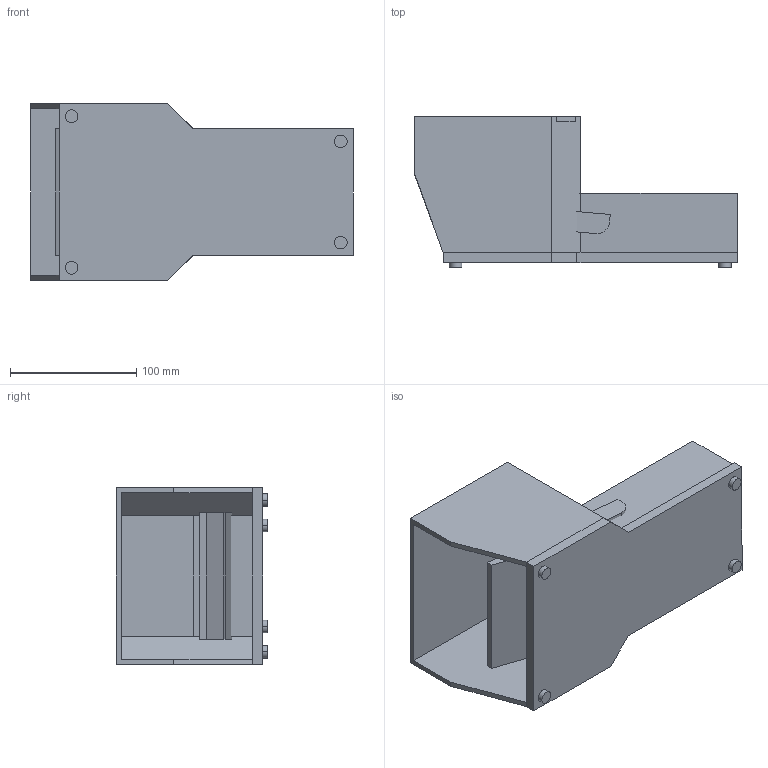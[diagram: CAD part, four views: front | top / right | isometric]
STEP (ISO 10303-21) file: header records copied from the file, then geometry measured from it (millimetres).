
FILE_DESCRIPTION((''),'2;1');
FILE_NAME('3d_KR210L11.stp','2012-10-03T08:42:44',(''),(''),'Mechanical Desktop 2011','Mechanical Desktop 2011',', , ');
FILE_SCHEMA(('CONFIG_CONTROL_DESIGN'));
Length unit declared in the file: millimetre
Products named in the file (1): Product
Bounding box: 255.57 x 120 x 140 mm (x, y, z)
Volume: 1227991.9 mm3; surface area: 249379.7 mm2
Topology: 9 solids, 9 shells, 73 faces, 159 edges, 104 vertices
Faces by surface type: plane 46, bspline 22, cylinder 5
Entity records: 2094 total; most frequent: CARTESIAN_POINT 459, ORIENTED_EDGE 318, DIRECTION 281, EDGE_CURVE 159, VECTOR 141, LINE 141, VERTEX_POINT 104, EDGE_LOOP 73
